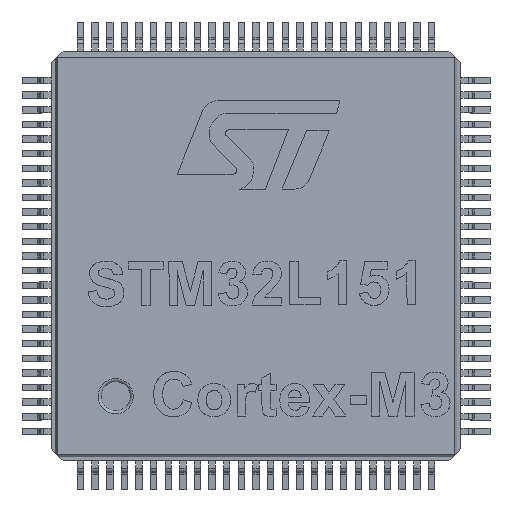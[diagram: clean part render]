
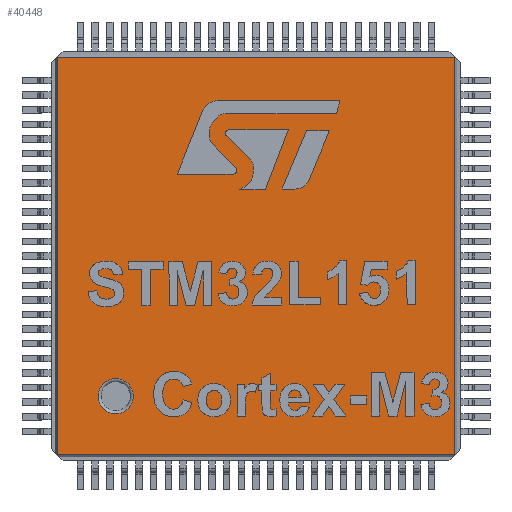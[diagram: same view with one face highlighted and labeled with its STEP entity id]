
A CAD part, top view. The second image highlights one B-rep face of the part: STEP entity #40448.
In plain terms, the highlighted planar face has unit normal (0, 0, 1).
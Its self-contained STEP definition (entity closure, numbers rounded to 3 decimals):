
#620=FACE_BOUND('',#7012,.T.);
#1709=CIRCLE('',#44211,0.6);
#4349=FACE_OUTER_BOUND('',#7011,.T.);
#7011=EDGE_LOOP('',(#33819,#33820,#33821,#33822));
#7012=EDGE_LOOP('',(#33823));
#11080=LINE('',#64630,#15471);
#11081=LINE('',#64632,#15472);
#11082=LINE('',#64634,#15473);
#11083=LINE('',#64635,#15474);
#15471=VECTOR('',#54161,1.);
#15472=VECTOR('',#54162,1.);
#15473=VECTOR('',#54163,1.);
#15474=VECTOR('',#54164,1.);
#18662=VERTEX_POINT('',#64628);
#18663=VERTEX_POINT('',#64629);
#18664=VERTEX_POINT('',#64631);
#18665=VERTEX_POINT('',#64633);
#18666=VERTEX_POINT('',#64636);
#23838=EDGE_CURVE('',#18662,#18663,#11080,.T.);
#23839=EDGE_CURVE('',#18664,#18662,#11081,.T.);
#23840=EDGE_CURVE('',#18664,#18665,#11082,.T.);
#23841=EDGE_CURVE('',#18665,#18663,#11083,.T.);
#23842=EDGE_CURVE('',#18666,#18666,#1709,.T.);
#33819=ORIENTED_EDGE('',*,*,#23838,.F.);
#33820=ORIENTED_EDGE('',*,*,#23839,.F.);
#33821=ORIENTED_EDGE('',*,*,#23840,.T.);
#33822=ORIENTED_EDGE('',*,*,#23841,.T.);
#33823=ORIENTED_EDGE('',*,*,#23842,.F.);
#37981=PLANE('',#44210);
#40448=ADVANCED_FACE('',(#4349,#620),#37981,.F.);
#44210=AXIS2_PLACEMENT_3D('',#64627,#54159,#54160);
#44211=AXIS2_PLACEMENT_3D('',#64637,#54165,#54166);
#54159=DIRECTION('center_axis',(0.,0.,-1.));
#54160=DIRECTION('ref_axis',(-1.,0.,0.));
#54161=DIRECTION('',(0.,1.,0.));
#54162=DIRECTION('',(-1.,0.,0.));
#54163=DIRECTION('',(0.,1.,0.));
#54164=DIRECTION('',(-1.,0.,0.));
#54165=DIRECTION('center_axis',(0.,0.,1.));
#54166=DIRECTION('ref_axis',(1.,0.,0.));
#64627=CARTESIAN_POINT('Origin',(0.,0.,1.6));
#64628=CARTESIAN_POINT('',(-6.8,-6.8,1.6));
#64629=CARTESIAN_POINT('',(-6.8,6.8,1.6));
#64630=CARTESIAN_POINT('',(-6.8,-7.,1.6));
#64631=CARTESIAN_POINT('',(6.8,-6.8,1.6));
#64632=CARTESIAN_POINT('',(7.,-6.8,1.6));
#64633=CARTESIAN_POINT('',(6.8,6.8,1.6));
#64634=CARTESIAN_POINT('',(6.8,-7.,1.6));
#64635=CARTESIAN_POINT('',(7.,6.8,1.6));
#64636=CARTESIAN_POINT('',(-5.4,-4.8,1.6));
#64637=CARTESIAN_POINT('Origin',(-4.8,-4.8,1.6));
